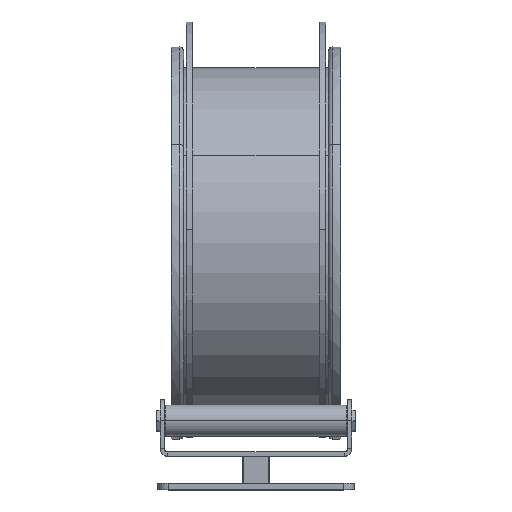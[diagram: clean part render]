
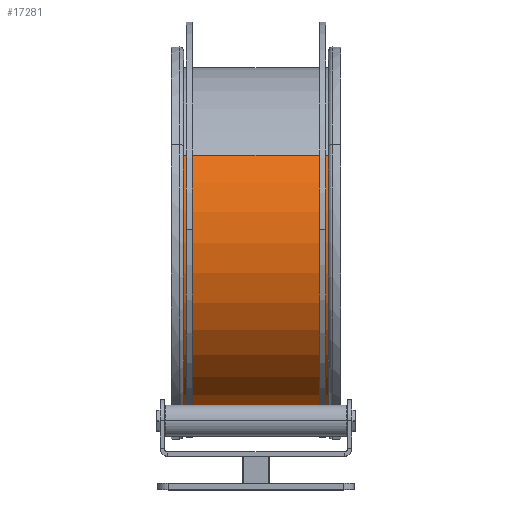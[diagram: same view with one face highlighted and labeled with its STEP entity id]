
A CAD part, top view. The second image highlights one B-rep face of the part: STEP entity #17281.
In plain terms, the highlighted cylindrical face has radius 84 mm (diameter 168 mm), a partial arc.
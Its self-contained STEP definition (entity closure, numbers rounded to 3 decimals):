
#191 = ORIENTED_EDGE ( 'NONE', *, *, #31489, .F. ) ;
#254 = DIRECTION ( 'NONE',  ( 0., 0., 1. ) ) ;
#1261 = DIRECTION ( 'NONE',  ( 0., 0., 1. ) ) ;
#1673 = AXIS2_PLACEMENT_3D ( 'NONE', #13349, #10566, #33391 ) ;
#1840 = ORIENTED_EDGE ( 'NONE', *, *, #23890, .F. ) ;
#2247 = CIRCLE ( 'NONE', #18955, 84. ) ;
#3997 = EDGE_CURVE ( 'NONE', #21199, #33309, #17456, .T. ) ;
#4125 = VERTEX_POINT ( 'NONE', #18201 ) ;
#4782 = CYLINDRICAL_SURFACE ( 'NONE', #1673, 84. ) ;
#6446 = CARTESIAN_POINT ( 'NONE',  ( 0., 0., 6. ) ) ;
#8683 = DIRECTION ( 'NONE',  ( 1., 0., 0. ) ) ;
#10048 = DIRECTION ( 'NONE',  ( 1., 0., 0. ) ) ;
#10282 = CARTESIAN_POINT ( 'NONE',  ( -84., 0., 6. ) ) ;
#10566 = DIRECTION ( 'NONE',  ( 0., 0., 1. ) ) ;
#11218 = ORIENTED_EDGE ( 'NONE', *, *, #17897, .F. ) ;
#12110 = VERTEX_POINT ( 'NONE', #26317 ) ;
#13174 = FACE_OUTER_BOUND ( 'NONE', #25147, .T. ) ;
#13349 = CARTESIAN_POINT ( 'NONE',  ( 0., 0., 6. ) ) ;
#14229 = CIRCLE ( 'NONE', #18427, 84. ) ;
#17095 = CARTESIAN_POINT ( 'NONE',  ( 84., 0., 6. ) ) ;
#17281 = ADVANCED_FACE ( 'NONE', ( #13174 ), #4782, .T. ) ;
#17456 = LINE ( 'NONE', #17095, #31883 ) ;
#17897 = EDGE_CURVE ( 'NONE', #21199, #12110, #14229, .T. ) ;
#18201 = CARTESIAN_POINT ( 'NONE',  ( -84., 0., 75.5 ) ) ;
#18427 = AXIS2_PLACEMENT_3D ( 'NONE', #6446, #20095, #8683 ) ;
#18955 = AXIS2_PLACEMENT_3D ( 'NONE', #24240, #1261, #10048 ) ;
#20095 = DIRECTION ( 'NONE',  ( 0., 0., -1. ) ) ;
#21199 = VERTEX_POINT ( 'NONE', #35523 ) ;
#21331 = LINE ( 'NONE', #10282, #25444 ) ;
#21521 = DIRECTION ( 'NONE',  ( 0., 0., 1. ) ) ;
#23277 = ORIENTED_EDGE ( 'NONE', *, *, #3997, .T. ) ;
#23890 = EDGE_CURVE ( 'NONE', #4125, #33309, #2247, .T. ) ;
#24240 = CARTESIAN_POINT ( 'NONE',  ( 0., 0., 75.5 ) ) ;
#25147 = EDGE_LOOP ( 'NONE', ( #191, #11218, #23277, #1840 ) ) ;
#25444 = VECTOR ( 'NONE', #21521, 1000. ) ;
#26317 = CARTESIAN_POINT ( 'NONE',  ( -84., 0., 6. ) ) ;
#26442 = CARTESIAN_POINT ( 'NONE',  ( 84., 0., 75.5 ) ) ;
#31489 = EDGE_CURVE ( 'NONE', #12110, #4125, #21331, .T. ) ;
#31883 = VECTOR ( 'NONE', #254, 1000. ) ;
#33309 = VERTEX_POINT ( 'NONE', #26442 ) ;
#33391 = DIRECTION ( 'NONE',  ( 1., 0., 0. ) ) ;
#35523 = CARTESIAN_POINT ( 'NONE',  ( 84., 0., 6. ) ) ;
